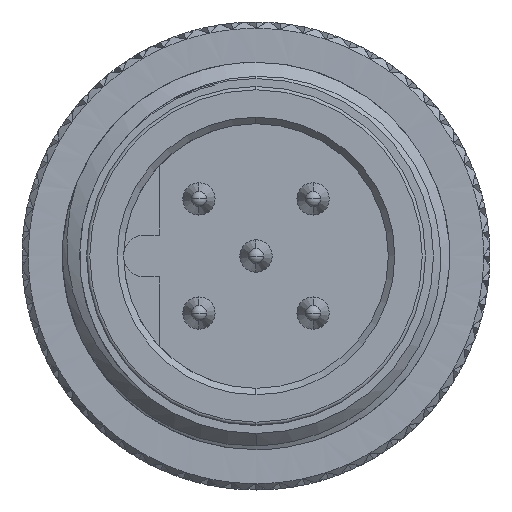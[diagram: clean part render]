
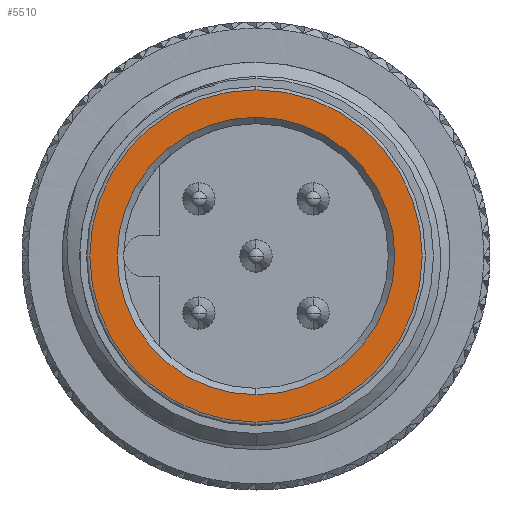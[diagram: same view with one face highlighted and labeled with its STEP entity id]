
A CAD part, left-side view. The second image highlights one B-rep face of the part: STEP entity #5510.
In plain terms, the highlighted planar face has unit normal (-1, 0, 0).
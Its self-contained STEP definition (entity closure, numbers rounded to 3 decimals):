
#1221 = ORIENTED_EDGE ( 'NONE', *, *, #34182, .T. ) ;
#1232 = CARTESIAN_POINT ( 'NONE',  ( -9., 0., 0. ) ) ;
#1431 = DIRECTION ( 'NONE',  ( -1., 0., 0. ) ) ;
#4962 = CARTESIAN_POINT ( 'NONE',  ( -9., 0., 5.15 ) ) ;
#5510 = ADVANCED_FACE ( 'NONE', ( #53744, #11987 ), #86438, .F. ) ;
#10818 = CARTESIAN_POINT ( 'NONE',  ( -9., 0., 0. ) ) ;
#11987 = FACE_OUTER_BOUND ( 'NONE', #70281, .T. ) ;
#13045 = DIRECTION ( 'NONE',  ( 0., 0., -1. ) ) ;
#16560 = DIRECTION ( 'NONE',  ( 0., 0., -1. ) ) ;
#18708 = AXIS2_PLACEMENT_3D ( 'NONE', #1232, #84756, #101913 ) ;
#24177 = EDGE_CURVE ( 'NONE', #96592, #64619, #105947, .T. ) ;
#25453 = VERTEX_POINT ( 'NONE', #81395 ) ;
#25910 = CIRCLE ( 'NONE', #61871, 5.15 ) ;
#27685 = EDGE_CURVE ( 'NONE', #25453, #100477, #34159, .T. ) ;
#33039 = CARTESIAN_POINT ( 'NONE',  ( -9., 0., 0. ) ) ;
#34159 = CIRCLE ( 'NONE', #95743, 4.3 ) ;
#34182 = EDGE_CURVE ( 'NONE', #100477, #25453, #100862, .T. ) ;
#34402 = DIRECTION ( 'NONE',  ( 0., 0., -1. ) ) ;
#34478 = CARTESIAN_POINT ( 'NONE',  ( -9., 0., 4.3 ) ) ;
#34620 = DIRECTION ( 'NONE',  ( 0., 0., -1. ) ) ;
#40892 = AXIS2_PLACEMENT_3D ( 'NONE', #49760, #42771, #16560 ) ;
#42771 = DIRECTION ( 'NONE',  ( -1., 0., 0. ) ) ;
#46270 = CARTESIAN_POINT ( 'NONE',  ( -9., 4.1, 0. ) ) ;
#49760 = CARTESIAN_POINT ( 'NONE',  ( -9., 0., 0. ) ) ;
#53744 = FACE_BOUND ( 'NONE', #54170, .T. ) ;
#54170 = EDGE_LOOP ( 'NONE', ( #1221, #73551 ) ) ;
#61871 = AXIS2_PLACEMENT_3D ( 'NONE', #33039, #1431, #34620 ) ;
#64619 = VERTEX_POINT ( 'NONE', #4962 ) ;
#70281 = EDGE_LOOP ( 'NONE', ( #100501, #74723 ) ) ;
#73551 = ORIENTED_EDGE ( 'NONE', *, *, #27685, .T. ) ;
#74723 = ORIENTED_EDGE ( 'NONE', *, *, #95992, .T. ) ;
#81395 = CARTESIAN_POINT ( 'NONE',  ( -9., 0., -4.3 ) ) ;
#84756 = DIRECTION ( 'NONE',  ( 1., 0., 0. ) ) ;
#86438 = PLANE ( 'NONE',  #103371 ) ;
#91045 = CARTESIAN_POINT ( 'NONE',  ( -9., 0., -5.15 ) ) ;
#95016 = DIRECTION ( 'NONE',  ( 1., 0., 0. ) ) ;
#95743 = AXIS2_PLACEMENT_3D ( 'NONE', #10818, #99254, #34402 ) ;
#95992 = EDGE_CURVE ( 'NONE', #64619, #96592, #25910, .T. ) ;
#96592 = VERTEX_POINT ( 'NONE', #91045 ) ;
#99254 = DIRECTION ( 'NONE',  ( 1., 0., 0. ) ) ;
#100477 = VERTEX_POINT ( 'NONE', #34478 ) ;
#100501 = ORIENTED_EDGE ( 'NONE', *, *, #24177, .T. ) ;
#100862 = CIRCLE ( 'NONE', #18708, 4.3 ) ;
#101913 = DIRECTION ( 'NONE',  ( 0., 0., -1. ) ) ;
#103371 = AXIS2_PLACEMENT_3D ( 'NONE', #46270, #95016, #13045 ) ;
#105947 = CIRCLE ( 'NONE', #40892, 5.15 ) ;
